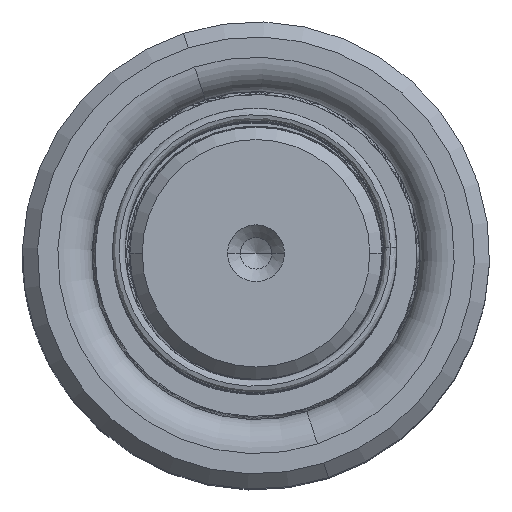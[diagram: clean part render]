
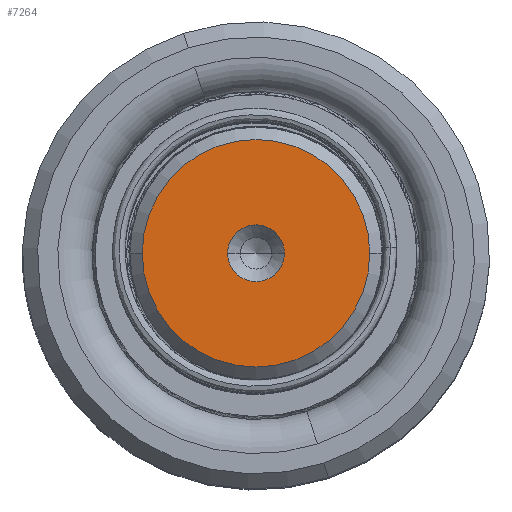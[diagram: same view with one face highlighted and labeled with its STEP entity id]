
A CAD part, top view. The second image highlights one B-rep face of the part: STEP entity #7264.
In plain terms, the highlighted planar face has unit normal (0, 0, 1).
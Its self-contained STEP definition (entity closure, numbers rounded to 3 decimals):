
#869 = VERTEX_POINT ( 'NONE', #17780 ) ;
#1045 = DIRECTION ( 'NONE',  ( 0., 0., 1. ) ) ;
#2815 = DIRECTION ( 'NONE',  ( 1., 0., 0. ) ) ;
#4003 = DIRECTION ( 'NONE',  ( 1., 0., 0. ) ) ;
#4241 = ORIENTED_EDGE ( 'NONE', *, *, #27386, .T. ) ;
#4342 = DIRECTION ( 'NONE',  ( 1., 0., 0. ) ) ;
#4592 = AXIS2_PLACEMENT_3D ( 'NONE', #25710, #28322, #4342 ) ;
#6390 = AXIS2_PLACEMENT_3D ( 'NONE', #23144, #23643, #2815 ) ;
#7098 = CIRCLE ( 'NONE', #36601, 9.009 ) ;
#7264 = ADVANCED_FACE ( 'NONE', ( #37443, #23859 ), #30609, .T. ) ;
#7410 = DIRECTION ( 'NONE',  ( 0., 0., 1. ) ) ;
#7945 = CARTESIAN_POINT ( 'NONE',  ( 2.25, 0., 150. ) ) ;
#8453 = EDGE_CURVE ( 'NONE', #21079, #869, #36992, .T. ) ;
#8661 = ORIENTED_EDGE ( 'NONE', *, *, #11473, .T. ) ;
#10112 = CARTESIAN_POINT ( 'NONE',  ( 0., 0., 150. ) ) ;
#10193 = ORIENTED_EDGE ( 'NONE', *, *, #33657, .F. ) ;
#11338 = CARTESIAN_POINT ( 'NONE',  ( 9.009, 0., 150. ) ) ;
#11473 = EDGE_CURVE ( 'NONE', #27785, #13153, #32239, .T. ) ;
#12613 = CARTESIAN_POINT ( 'NONE',  ( -9.009, 0., 150. ) ) ;
#13153 = VERTEX_POINT ( 'NONE', #12613 ) ;
#14413 = AXIS2_PLACEMENT_3D ( 'NONE', #33242, #18889, #24735 ) ;
#14757 = EDGE_LOOP ( 'NONE', ( #4241, #8661 ) ) ;
#16611 = EDGE_LOOP ( 'NONE', ( #25363, #10193 ) ) ;
#17780 = CARTESIAN_POINT ( 'NONE',  ( -2.25, 0., 150. ) ) ;
#18889 = DIRECTION ( 'NONE',  ( 0., 0., 1. ) ) ;
#19402 = DIRECTION ( 'NONE',  ( 1., 0., 0. ) ) ;
#21079 = VERTEX_POINT ( 'NONE', #7945 ) ;
#21435 = AXIS2_PLACEMENT_3D ( 'NONE', #31525, #7410, #19402 ) ;
#23144 = CARTESIAN_POINT ( 'NONE',  ( 0., 0., 150. ) ) ;
#23643 = DIRECTION ( 'NONE',  ( 0., 0., 1. ) ) ;
#23859 = FACE_OUTER_BOUND ( 'NONE', #14757, .T. ) ;
#24735 = DIRECTION ( 'NONE',  ( 1., 0., 0. ) ) ;
#25363 = ORIENTED_EDGE ( 'NONE', *, *, #8453, .F. ) ;
#25710 = CARTESIAN_POINT ( 'NONE',  ( 0., 0., 150. ) ) ;
#25716 = CIRCLE ( 'NONE', #21435, 2.25 ) ;
#27386 = EDGE_CURVE ( 'NONE', #13153, #27785, #7098, .T. ) ;
#27785 = VERTEX_POINT ( 'NONE', #11338 ) ;
#28322 = DIRECTION ( 'NONE',  ( 0., 0., 1. ) ) ;
#30609 = PLANE ( 'NONE',  #14413 ) ;
#31525 = CARTESIAN_POINT ( 'NONE',  ( 0., 0., 150. ) ) ;
#32239 = CIRCLE ( 'NONE', #4592, 9.009 ) ;
#33242 = CARTESIAN_POINT ( 'NONE',  ( 0., 0., 150. ) ) ;
#33657 = EDGE_CURVE ( 'NONE', #869, #21079, #25716, .T. ) ;
#36601 = AXIS2_PLACEMENT_3D ( 'NONE', #10112, #1045, #4003 ) ;
#36992 = CIRCLE ( 'NONE', #6390, 2.25 ) ;
#37443 = FACE_BOUND ( 'NONE', #16611, .T. ) ;
